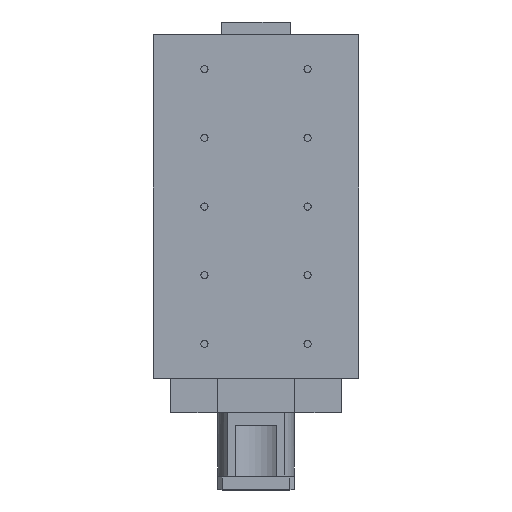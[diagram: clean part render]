
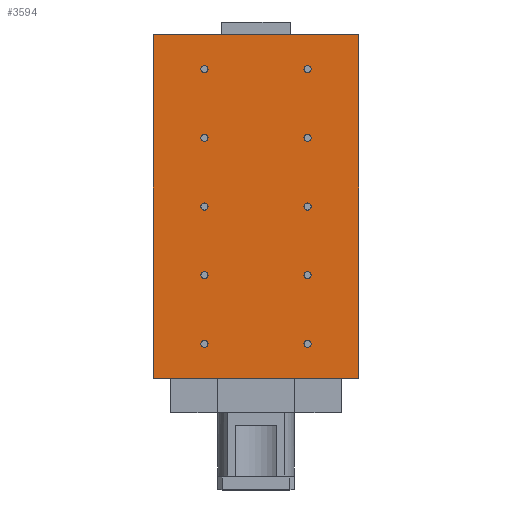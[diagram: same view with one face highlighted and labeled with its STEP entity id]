
A CAD part, top view. The second image highlights one B-rep face of the part: STEP entity #3594.
In plain terms, the highlighted planar face has unit normal (0, 0, 1).
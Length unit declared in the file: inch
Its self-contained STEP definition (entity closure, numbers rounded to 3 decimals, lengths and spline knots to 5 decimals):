
#2020=CARTESIAN_POINT('',(-1.3965,-3.0,1.08));
#2021=VERTEX_POINT('',#2020);
#2037=CARTESIAN_POINT('',(-1.6035,-3.0,1.08));
#2038=VERTEX_POINT('',#2037);
#2045=CARTESIAN_POINT('',(-1.5,-3.0,1.08));
#2046=DIRECTION('',(0.0,0.0,-1.0));
#2047=DIRECTION('',(1.0,0.0,0.0));
#2048=AXIS2_PLACEMENT_3D('',#2045,#2046,#2047);
#2049=CIRCLE('',#2048,0.1035);
#2050=EDGE_CURVE('',#2021,#2038,#2049,.T.);
#2083=CARTESIAN_POINT('',(1.6035,5.0,1.08));
#2084=VERTEX_POINT('',#2083);
#2100=CARTESIAN_POINT('',(1.3965,5.0,1.08));
#2101=VERTEX_POINT('',#2100);
#2108=CARTESIAN_POINT('',(1.5,5.0,1.08));
#2109=DIRECTION('',(0.0,0.0,-1.0));
#2110=DIRECTION('',(1.0,0.0,0.0));
#2111=AXIS2_PLACEMENT_3D('',#2108,#2109,#2110);
#2112=CIRCLE('',#2111,0.1035);
#2113=EDGE_CURVE('',#2084,#2101,#2112,.T.);
#2146=CARTESIAN_POINT('',(1.6035,-3.0,1.08));
#2147=VERTEX_POINT('',#2146);
#2163=CARTESIAN_POINT('',(1.3965,-3.0,1.08));
#2164=VERTEX_POINT('',#2163);
#2171=CARTESIAN_POINT('',(1.5,-3.0,1.08));
#2172=DIRECTION('',(0.0,0.0,-1.0));
#2173=DIRECTION('',(1.0,0.0,0.0));
#2174=AXIS2_PLACEMENT_3D('',#2171,#2172,#2173);
#2175=CIRCLE('',#2174,0.1035);
#2176=EDGE_CURVE('',#2147,#2164,#2175,.T.);
#2209=CARTESIAN_POINT('',(-1.3965,-1.0,1.08));
#2210=VERTEX_POINT('',#2209);
#2226=CARTESIAN_POINT('',(-1.6035,-1.0,1.08));
#2227=VERTEX_POINT('',#2226);
#2234=CARTESIAN_POINT('',(-1.5,-1.0,1.08));
#2235=DIRECTION('',(0.0,0.0,-1.0));
#2236=DIRECTION('',(1.0,0.0,0.0));
#2237=AXIS2_PLACEMENT_3D('',#2234,#2235,#2236);
#2238=CIRCLE('',#2237,0.1035);
#2239=EDGE_CURVE('',#2210,#2227,#2238,.T.);
#2272=CARTESIAN_POINT('',(1.6035,-1.0,1.08));
#2273=VERTEX_POINT('',#2272);
#2289=CARTESIAN_POINT('',(1.3965,-1.0,1.08));
#2290=VERTEX_POINT('',#2289);
#2297=CARTESIAN_POINT('',(1.5,-1.0,1.08));
#2298=DIRECTION('',(0.0,0.0,-1.0));
#2299=DIRECTION('',(1.0,0.0,0.0));
#2300=AXIS2_PLACEMENT_3D('',#2297,#2298,#2299);
#2301=CIRCLE('',#2300,0.1035);
#2302=EDGE_CURVE('',#2273,#2290,#2301,.T.);
#2335=CARTESIAN_POINT('',(-1.3965,1.0,1.08));
#2336=VERTEX_POINT('',#2335);
#2352=CARTESIAN_POINT('',(-1.6035,1.0,1.08));
#2353=VERTEX_POINT('',#2352);
#2360=CARTESIAN_POINT('',(-1.5,1.0,1.08));
#2361=DIRECTION('',(0.0,0.0,-1.0));
#2362=DIRECTION('',(1.0,0.0,0.0));
#2363=AXIS2_PLACEMENT_3D('',#2360,#2361,#2362);
#2364=CIRCLE('',#2363,0.1035);
#2365=EDGE_CURVE('',#2336,#2353,#2364,.T.);
#2398=CARTESIAN_POINT('',(1.6035,1.0,1.08));
#2399=VERTEX_POINT('',#2398);
#2415=CARTESIAN_POINT('',(1.3965,1.0,1.08));
#2416=VERTEX_POINT('',#2415);
#2423=CARTESIAN_POINT('',(1.5,1.0,1.08));
#2424=DIRECTION('',(0.0,0.0,-1.0));
#2425=DIRECTION('',(1.0,0.0,0.0));
#2426=AXIS2_PLACEMENT_3D('',#2423,#2424,#2425);
#2427=CIRCLE('',#2426,0.1035);
#2428=EDGE_CURVE('',#2399,#2416,#2427,.T.);
#2461=CARTESIAN_POINT('',(-1.3965,3.0,1.08));
#2462=VERTEX_POINT('',#2461);
#2478=CARTESIAN_POINT('',(-1.6035,3.0,1.08));
#2479=VERTEX_POINT('',#2478);
#2486=CARTESIAN_POINT('',(-1.5,3.0,1.08));
#2487=DIRECTION('',(0.0,0.0,-1.0));
#2488=DIRECTION('',(1.0,0.0,0.0));
#2489=AXIS2_PLACEMENT_3D('',#2486,#2487,#2488);
#2490=CIRCLE('',#2489,0.1035);
#2491=EDGE_CURVE('',#2462,#2479,#2490,.T.);
#2524=CARTESIAN_POINT('',(1.6035,3.0,1.08));
#2525=VERTEX_POINT('',#2524);
#2541=CARTESIAN_POINT('',(1.3965,3.0,1.08));
#2542=VERTEX_POINT('',#2541);
#2549=CARTESIAN_POINT('',(1.5,3.0,1.08));
#2550=DIRECTION('',(0.0,0.0,-1.0));
#2551=DIRECTION('',(1.0,0.0,0.0));
#2552=AXIS2_PLACEMENT_3D('',#2549,#2550,#2551);
#2553=CIRCLE('',#2552,0.1035);
#2554=EDGE_CURVE('',#2525,#2542,#2553,.T.);
#2587=CARTESIAN_POINT('',(-1.3965,5.0,1.08));
#2588=VERTEX_POINT('',#2587);
#2604=CARTESIAN_POINT('',(-1.6035,5.0,1.08));
#2605=VERTEX_POINT('',#2604);
#2612=CARTESIAN_POINT('',(-1.5,5.0,1.08));
#2613=DIRECTION('',(0.0,0.0,-1.0));
#2614=DIRECTION('',(1.0,0.0,0.0));
#2615=AXIS2_PLACEMENT_3D('',#2612,#2613,#2614);
#2616=CIRCLE('',#2615,0.1035);
#2617=EDGE_CURVE('',#2588,#2605,#2616,.T.);
#2649=CARTESIAN_POINT('',(-1.5,5.0,1.08));
#2650=DIRECTION('',(0.0,0.0,-1.0));
#2651=DIRECTION('',(1.0,0.0,0.0));
#2652=AXIS2_PLACEMENT_3D('',#2649,#2650,#2651);
#2653=CIRCLE('',#2652,0.1035);
#2654=EDGE_CURVE('',#2605,#2588,#2653,.T.);
#2694=CARTESIAN_POINT('',(1.5,3.0,1.08));
#2695=DIRECTION('',(0.0,0.0,-1.0));
#2696=DIRECTION('',(1.0,0.0,0.0));
#2697=AXIS2_PLACEMENT_3D('',#2694,#2695,#2696);
#2698=CIRCLE('',#2697,0.1035);
#2699=EDGE_CURVE('',#2542,#2525,#2698,.T.);
#2739=CARTESIAN_POINT('',(-1.5,3.0,1.08));
#2740=DIRECTION('',(0.0,0.0,-1.0));
#2741=DIRECTION('',(1.0,0.0,0.0));
#2742=AXIS2_PLACEMENT_3D('',#2739,#2740,#2741);
#2743=CIRCLE('',#2742,0.1035);
#2744=EDGE_CURVE('',#2479,#2462,#2743,.T.);
#2784=CARTESIAN_POINT('',(1.5,1.0,1.08));
#2785=DIRECTION('',(0.0,0.0,-1.0));
#2786=DIRECTION('',(1.0,0.0,0.0));
#2787=AXIS2_PLACEMENT_3D('',#2784,#2785,#2786);
#2788=CIRCLE('',#2787,0.1035);
#2789=EDGE_CURVE('',#2416,#2399,#2788,.T.);
#2829=CARTESIAN_POINT('',(-1.5,1.0,1.08));
#2830=DIRECTION('',(0.0,0.0,-1.0));
#2831=DIRECTION('',(1.0,0.0,0.0));
#2832=AXIS2_PLACEMENT_3D('',#2829,#2830,#2831);
#2833=CIRCLE('',#2832,0.1035);
#2834=EDGE_CURVE('',#2353,#2336,#2833,.T.);
#2874=CARTESIAN_POINT('',(1.5,-1.0,1.08));
#2875=DIRECTION('',(0.0,0.0,-1.0));
#2876=DIRECTION('',(1.0,0.0,0.0));
#2877=AXIS2_PLACEMENT_3D('',#2874,#2875,#2876);
#2878=CIRCLE('',#2877,0.1035);
#2879=EDGE_CURVE('',#2290,#2273,#2878,.T.);
#2919=CARTESIAN_POINT('',(-1.5,-1.0,1.08));
#2920=DIRECTION('',(0.0,0.0,-1.0));
#2921=DIRECTION('',(1.0,0.0,0.0));
#2922=AXIS2_PLACEMENT_3D('',#2919,#2920,#2921);
#2923=CIRCLE('',#2922,0.1035);
#2924=EDGE_CURVE('',#2227,#2210,#2923,.T.);
#2964=CARTESIAN_POINT('',(1.5,-3.0,1.08));
#2965=DIRECTION('',(0.0,0.0,-1.0));
#2966=DIRECTION('',(1.0,0.0,0.0));
#2967=AXIS2_PLACEMENT_3D('',#2964,#2965,#2966);
#2968=CIRCLE('',#2967,0.1035);
#2969=EDGE_CURVE('',#2164,#2147,#2968,.T.);
#3009=CARTESIAN_POINT('',(1.5,5.0,1.08));
#3010=DIRECTION('',(0.0,0.0,-1.0));
#3011=DIRECTION('',(1.0,0.0,0.0));
#3012=AXIS2_PLACEMENT_3D('',#3009,#3010,#3011);
#3013=CIRCLE('',#3012,0.1035);
#3014=EDGE_CURVE('',#2101,#2084,#3013,.T.);
#3042=CARTESIAN_POINT('',(-2.998,6.0,1.08));
#3043=VERTEX_POINT('',#3042);
#3050=CARTESIAN_POINT('',(2.998,6.0,1.08));
#3051=VERTEX_POINT('',#3050);
#3052=CARTESIAN_POINT('',(2.998,6.0,1.08));
#3053=DIRECTION('',(-1.0,0.0,0.0));
#3054=VECTOR('',#3053,5.996);
#3055=LINE('',#3052,#3054);
#3056=EDGE_CURVE('',#3051,#3043,#3055,.T.);
#3176=CARTESIAN_POINT('',(-1.5,-3.0,1.08));
#3177=DIRECTION('',(0.0,0.0,-1.0));
#3178=DIRECTION('',(1.0,0.0,0.0));
#3179=AXIS2_PLACEMENT_3D('',#3176,#3177,#3178);
#3180=CIRCLE('',#3179,0.1035);
#3181=EDGE_CURVE('',#2038,#2021,#3180,.T.);
#3512=CARTESIAN_POINT('',(2.998,-4.0,1.08));
#3513=VERTEX_POINT('',#3512);
#3514=CARTESIAN_POINT('',(2.998,-4.0,1.08));
#3515=DIRECTION('',(0.0,1.0,0.0));
#3516=VECTOR('',#3515,10.0);
#3517=LINE('',#3514,#3516);
#3518=EDGE_CURVE('',#3513,#3051,#3517,.T.);
#3531=CARTESIAN_POINT('',(2.998,-4.0,1.08));
#3532=DIRECTION('',(0.0,0.0,1.0));
#3533=DIRECTION('',(1.0,0.0,0.0));
#3534=AXIS2_PLACEMENT_3D('',#3531,#3532,#3533);
#3535=PLANE('',#3534);
#3536=CARTESIAN_POINT('',(-2.998,-4.0,1.08));
#3537=VERTEX_POINT('',#3536);
#3538=CARTESIAN_POINT('',(-2.998,-4.0,1.08));
#3539=DIRECTION('',(0.0,1.0,0.0));
#3540=VECTOR('',#3539,10.0);
#3541=LINE('',#3538,#3540);
#3542=EDGE_CURVE('',#3537,#3043,#3541,.T.);
#3543=ORIENTED_EDGE('',*,*,#3542,.F.);
#3544=CARTESIAN_POINT('',(2.998,-4.0,1.08));
#3545=DIRECTION('',(-1.0,0.0,0.0));
#3546=VECTOR('',#3545,5.996);
#3547=LINE('',#3544,#3546);
#3548=EDGE_CURVE('',#3513,#3537,#3547,.T.);
#3549=ORIENTED_EDGE('',*,*,#3548,.F.);
#3550=ORIENTED_EDGE('',*,*,#3518,.T.);
#3551=ORIENTED_EDGE('',*,*,#3056,.T.);
#3552=EDGE_LOOP('',(#3543,#3549,#3550,#3551));
#3553=FACE_OUTER_BOUND('',#3552,.T.);
#3554=ORIENTED_EDGE('',*,*,#2617,.T.);
#3555=ORIENTED_EDGE('',*,*,#2654,.T.);
#3556=EDGE_LOOP('',(#3554,#3555));
#3557=FACE_BOUND('',#3556,.T.);
#3558=ORIENTED_EDGE('',*,*,#2554,.T.);
#3559=ORIENTED_EDGE('',*,*,#2699,.T.);
#3560=EDGE_LOOP('',(#3558,#3559));
#3561=FACE_BOUND('',#3560,.T.);
#3562=ORIENTED_EDGE('',*,*,#2491,.T.);
#3563=ORIENTED_EDGE('',*,*,#2744,.T.);
#3564=EDGE_LOOP('',(#3562,#3563));
#3565=FACE_BOUND('',#3564,.T.);
#3566=ORIENTED_EDGE('',*,*,#2428,.T.);
#3567=ORIENTED_EDGE('',*,*,#2789,.T.);
#3568=EDGE_LOOP('',(#3566,#3567));
#3569=FACE_BOUND('',#3568,.T.);
#3570=ORIENTED_EDGE('',*,*,#2365,.T.);
#3571=ORIENTED_EDGE('',*,*,#2834,.T.);
#3572=EDGE_LOOP('',(#3570,#3571));
#3573=FACE_BOUND('',#3572,.T.);
#3574=ORIENTED_EDGE('',*,*,#2302,.T.);
#3575=ORIENTED_EDGE('',*,*,#2879,.T.);
#3576=EDGE_LOOP('',(#3574,#3575));
#3577=FACE_BOUND('',#3576,.T.);
#3578=ORIENTED_EDGE('',*,*,#2239,.T.);
#3579=ORIENTED_EDGE('',*,*,#2924,.T.);
#3580=EDGE_LOOP('',(#3578,#3579));
#3581=FACE_BOUND('',#3580,.T.);
#3582=ORIENTED_EDGE('',*,*,#2176,.T.);
#3583=ORIENTED_EDGE('',*,*,#2969,.T.);
#3584=EDGE_LOOP('',(#3582,#3583));
#3585=FACE_BOUND('',#3584,.T.);
#3586=ORIENTED_EDGE('',*,*,#2113,.T.);
#3587=ORIENTED_EDGE('',*,*,#3014,.T.);
#3588=EDGE_LOOP('',(#3586,#3587));
#3589=FACE_BOUND('',#3588,.T.);
#3590=ORIENTED_EDGE('',*,*,#2050,.T.);
#3591=ORIENTED_EDGE('',*,*,#3181,.T.);
#3592=EDGE_LOOP('',(#3590,#3591));
#3593=FACE_BOUND('',#3592,.T.);
#3594=ADVANCED_FACE('',(#3553,#3557,#3561,#3565,#3569,#3573,#3577,#3581,#3585,#3589,#3593),#3535,.T.);
